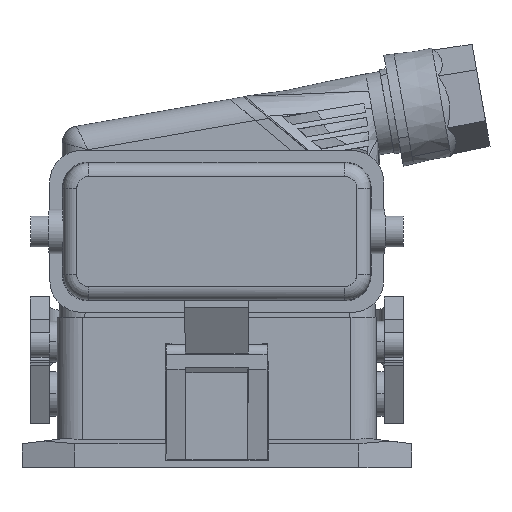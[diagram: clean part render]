
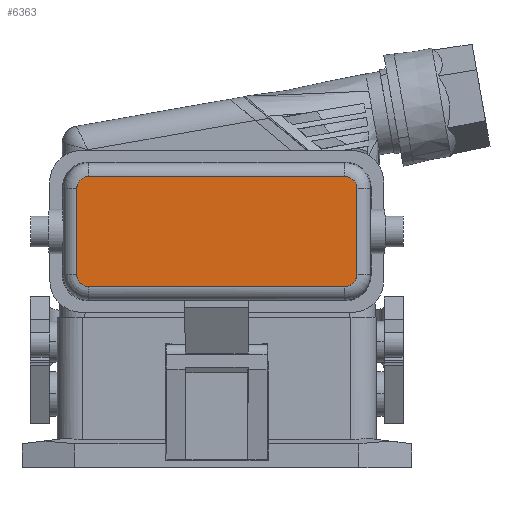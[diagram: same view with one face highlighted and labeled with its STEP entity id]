
A CAD part, front view. The second image highlights one B-rep face of the part: STEP entity #6363.
In plain terms, the highlighted planar face has unit normal (0, -1, 0).
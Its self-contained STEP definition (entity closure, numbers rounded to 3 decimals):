
#298=CIRCLE('',#6854,3.499);
#299=CIRCLE('',#6855,3.499);
#300=CIRCLE('',#6856,3.499);
#301=CIRCLE('',#6857,3.499);
#974=VERTEX_POINT('',#11841);
#975=VERTEX_POINT('',#11843);
#976=VERTEX_POINT('',#11847);
#977=VERTEX_POINT('',#11848);
#978=VERTEX_POINT('',#11850);
#979=VERTEX_POINT('',#11852);
#980=VERTEX_POINT('',#11854);
#981=VERTEX_POINT('',#11857);
#1645=VECTOR('',#8009,1.);
#1647=VECTOR('',#8014,1.);
#1648=VECTOR('',#8017,1.);
#1649=VECTOR('',#8022,1.);
#2250=LINE('',#11842,#1645);
#2252=LINE('',#11849,#1647);
#2253=LINE('',#11853,#1648);
#2254=LINE('',#11858,#1649);
#2999=EDGE_CURVE('',#974,#975,#2250,.T.);
#3001=EDGE_CURVE('',#976,#977,#298,.F.);
#3002=EDGE_CURVE('',#977,#978,#2252,.F.);
#3003=EDGE_CURVE('',#978,#979,#299,.F.);
#3004=EDGE_CURVE('',#979,#980,#2253,.T.);
#3005=EDGE_CURVE('',#980,#975,#300,.F.);
#3006=EDGE_CURVE('',#974,#981,#301,.F.);
#3007=EDGE_CURVE('',#976,#981,#2254,.F.);
#4392=ORIENTED_EDGE('',*,*,#3001,.T.);
#4393=ORIENTED_EDGE('',*,*,#3002,.T.);
#4394=ORIENTED_EDGE('',*,*,#3003,.T.);
#4395=ORIENTED_EDGE('',*,*,#3004,.T.);
#4396=ORIENTED_EDGE('',*,*,#3005,.T.);
#4397=ORIENTED_EDGE('',*,*,#2999,.F.);
#4398=ORIENTED_EDGE('',*,*,#3006,.T.);
#4399=ORIENTED_EDGE('',*,*,#3007,.F.);
#5592=EDGE_LOOP('',(#4392,#4393,#4394,#4395,#4396,#4397,#4398,#4399));
#5988=FACE_BOUND('',#5592,.T.);
#6363=ADVANCED_FACE('',(#5988),#23143,.T.);
#6853=AXIS2_PLACEMENT_3D('',#11845,#8011,$);
#6854=AXIS2_PLACEMENT_3D('',#11846,#8012,#8013);
#6855=AXIS2_PLACEMENT_3D('',#11851,#8015,#8016);
#6856=AXIS2_PLACEMENT_3D('',#11855,#8018,#8019);
#6857=AXIS2_PLACEMENT_3D('',#11856,#8020,#8021);
#8009=DIRECTION('',(0.,0.,-1.));
#8011=DIRECTION('',(0.,-1.,0.));
#8012=DIRECTION('',(0.,1.,0.));
#8013=DIRECTION('',(2.474,0.,2.474));
#8014=DIRECTION('',(0.,0.,1.));
#8015=DIRECTION('',(0.,1.,0.));
#8016=DIRECTION('',(-2.474,0.,2.474));
#8017=DIRECTION('',(1.,0.,0.));
#8018=DIRECTION('',(0.,1.,0.));
#8019=DIRECTION('',(-2.474,0.,-2.474));
#8020=DIRECTION('',(0.,1.,0.));
#8021=DIRECTION('',(2.474,0.,-2.474));
#8022=DIRECTION('',(-1.,0.,0.));
#11841=CARTESIAN_POINT('',(92.713,-35.139,81.707));
#11842=CARTESIAN_POINT('',(92.713,-35.139,185.207));
#11843=CARTESIAN_POINT('',(92.713,-35.139,56.48));
#11845=CARTESIAN_POINT('',(110.414,-35.139,301.321));
#11846=CARTESIAN_POINT('',(14.287,-35.139,81.707));
#11847=CARTESIAN_POINT('',(14.287,-35.139,85.206));
#11848=CARTESIAN_POINT('',(10.787,-35.139,81.707));
#11849=CARTESIAN_POINT('',(10.787,-35.139,185.207));
#11850=CARTESIAN_POINT('',(10.787,-35.139,56.48));
#11851=CARTESIAN_POINT('',(14.287,-35.139,56.48));
#11852=CARTESIAN_POINT('',(14.287,-35.139,52.981));
#11853=CARTESIAN_POINT('',(40.225,-35.139,52.981));
#11854=CARTESIAN_POINT('',(89.213,-35.139,52.981));
#11855=CARTESIAN_POINT('',(89.213,-35.139,56.48));
#11856=CARTESIAN_POINT('',(89.213,-35.139,81.707));
#11857=CARTESIAN_POINT('',(89.213,-35.139,85.206));
#11858=CARTESIAN_POINT('',(121.939,-35.139,85.206));
#23143=PLANE('',#6853);
